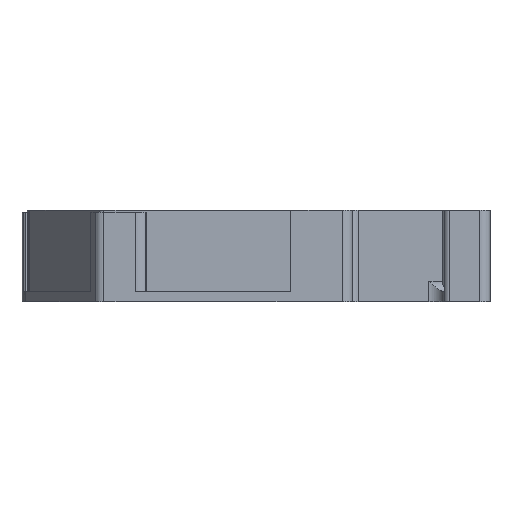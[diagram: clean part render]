
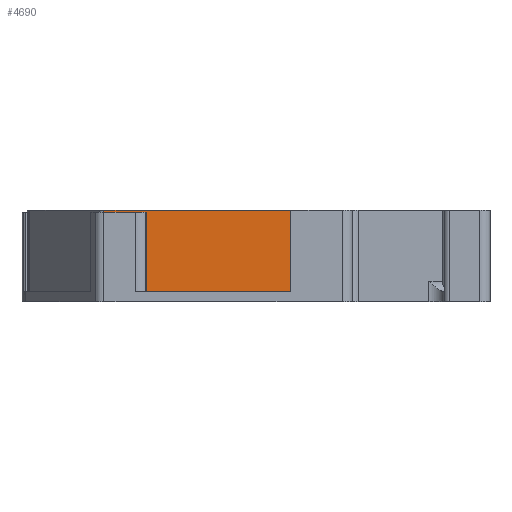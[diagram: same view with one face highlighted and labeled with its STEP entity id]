
A CAD part, left-side view. The second image highlights one B-rep face of the part: STEP entity #4690.
In plain terms, the highlighted planar face has unit normal (-1, 0, 0).
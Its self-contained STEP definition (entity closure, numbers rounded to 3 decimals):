
#2 = EDGE_CURVE ( 'NONE', #3788, #1078, #1521, .T. ) ;
#16 = ORIENTED_EDGE ( 'NONE', *, *, #2, .T. ) ;
#114 = EDGE_CURVE ( 'NONE', #1078, #5439, #3972, .T. ) ;
#245 = VECTOR ( 'NONE', #1087, 1000. ) ;
#362 = CARTESIAN_POINT ( 'NONE',  ( -9.876, 40.047, -32.068 ) ) ;
#438 = CARTESIAN_POINT ( 'NONE',  ( -9.876, 24.792, 39.624 ) ) ;
#581 = CARTESIAN_POINT ( 'NONE',  ( -9.876, 24.792, 39.624 ) ) ;
#759 = CARTESIAN_POINT ( 'NONE',  ( -9.876, 39.017, 39.424 ) ) ;
#1078 = VERTEX_POINT ( 'NONE', #759 ) ;
#1087 = DIRECTION ( 'NONE',  ( 0., -1., 0. ) ) ;
#1165 = FACE_OUTER_BOUND ( 'NONE', #3486, .T. ) ;
#1171 = DIRECTION ( 'NONE',  ( 0., -1., 0. ) ) ;
#1298 = CARTESIAN_POINT ( 'NONE',  ( -9.876, 40.047, 39.624 ) ) ;
#1346 = VECTOR ( 'NONE', #3961, 1000. ) ;
#1482 = EDGE_CURVE ( 'NONE', #3071, #2892, #5688, .T. ) ;
#1521 = LINE ( 'NONE', #5850, #245 ) ;
#1543 = DIRECTION ( 'NONE',  ( 0., -1., 0. ) ) ;
#1563 = VERTEX_POINT ( 'NONE', #4309 ) ;
#2164 = DIRECTION ( 'NONE',  ( -1., 0., 0. ) ) ;
#2293 = EDGE_CURVE ( 'NONE', #3788, #3071, #2625, .T. ) ;
#2381 = VECTOR ( 'NONE', #4046, 1000. ) ;
#2392 = CARTESIAN_POINT ( 'NONE',  ( -9.876, 40.047, 39.624 ) ) ;
#2424 = ORIENTED_EDGE ( 'NONE', *, *, #4773, .T. ) ;
#2474 = VECTOR ( 'NONE', #4094, 1000. ) ;
#2525 = CARTESIAN_POINT ( 'NONE',  ( -9.876, 43.172, 39.624 ) ) ;
#2625 = LINE ( 'NONE', #5249, #1346 ) ;
#2646 = VECTOR ( 'NONE', #5589, 1000. ) ;
#2658 = PLANE ( 'NONE',  #3248 ) ;
#2727 = CARTESIAN_POINT ( 'NONE',  ( -9.876, 39.017, -32.068 ) ) ;
#2889 = ORIENTED_EDGE ( 'NONE', *, *, #2293, .F. ) ;
#2892 = VERTEX_POINT ( 'NONE', #2392 ) ;
#2895 = EDGE_CURVE ( 'NONE', #3816, #1563, #3745, .T. ) ;
#3020 = ORIENTED_EDGE ( 'NONE', *, *, #1482, .F. ) ;
#3071 = VERTEX_POINT ( 'NONE', #4250 ) ;
#3248 = AXIS2_PLACEMENT_3D ( 'NONE', #362, #2164, #1171 ) ;
#3416 = EDGE_CURVE ( 'NONE', #2892, #3816, #5517, .T. ) ;
#3448 = ORIENTED_EDGE ( 'NONE', *, *, #114, .T. ) ;
#3486 = EDGE_LOOP ( 'NONE', ( #16, #3448, #2424, #4766, #4306, #3020, #2889 ) ) ;
#3745 = LINE ( 'NONE', #438, #2474 ) ;
#3788 = VERTEX_POINT ( 'NONE', #4521 ) ;
#3816 = VERTEX_POINT ( 'NONE', #581 ) ;
#3961 = DIRECTION ( 'NONE',  ( 0., 0., 1. ) ) ;
#3972 = LINE ( 'NONE', #2727, #2646 ) ;
#4046 = DIRECTION ( 'NONE',  ( 0., -1., 0. ) ) ;
#4094 = DIRECTION ( 'NONE',  ( 0., 0., -1. ) ) ;
#4250 = CARTESIAN_POINT ( 'NONE',  ( -9.876, 43.172, 39.624 ) ) ;
#4257 = VECTOR ( 'NONE', #5596, 1000. ) ;
#4306 = ORIENTED_EDGE ( 'NONE', *, *, #3416, .F. ) ;
#4309 = CARTESIAN_POINT ( 'NONE',  ( -9.876, 24.792, 31.624 ) ) ;
#4521 = CARTESIAN_POINT ( 'NONE',  ( -9.876, 43.172, 39.424 ) ) ;
#4690 = ADVANCED_FACE ( 'NONE', ( #1165 ), #2658, .T. ) ;
#4730 = CARTESIAN_POINT ( 'NONE',  ( -9.876, 7.742, 31.624 ) ) ;
#4766 = ORIENTED_EDGE ( 'NONE', *, *, #2895, .F. ) ;
#4773 = EDGE_CURVE ( 'NONE', #5439, #1563, #4921, .T. ) ;
#4921 = LINE ( 'NONE', #4730, #2381 ) ;
#5230 = CARTESIAN_POINT ( 'NONE',  ( -9.876, 39.017, 31.624 ) ) ;
#5249 = CARTESIAN_POINT ( 'NONE',  ( -9.876, 43.172, -32.068 ) ) ;
#5439 = VERTEX_POINT ( 'NONE', #5230 ) ;
#5517 = LINE ( 'NONE', #1298, #4257 ) ;
#5529 = VECTOR ( 'NONE', #1543, 1000. ) ;
#5589 = DIRECTION ( 'NONE',  ( 0., 0., -1. ) ) ;
#5596 = DIRECTION ( 'NONE',  ( 0., -1., 0. ) ) ;
#5688 = LINE ( 'NONE', #2525, #5529 ) ;
#5850 = CARTESIAN_POINT ( 'NONE',  ( -9.876, 40.047, 39.424 ) ) ;
